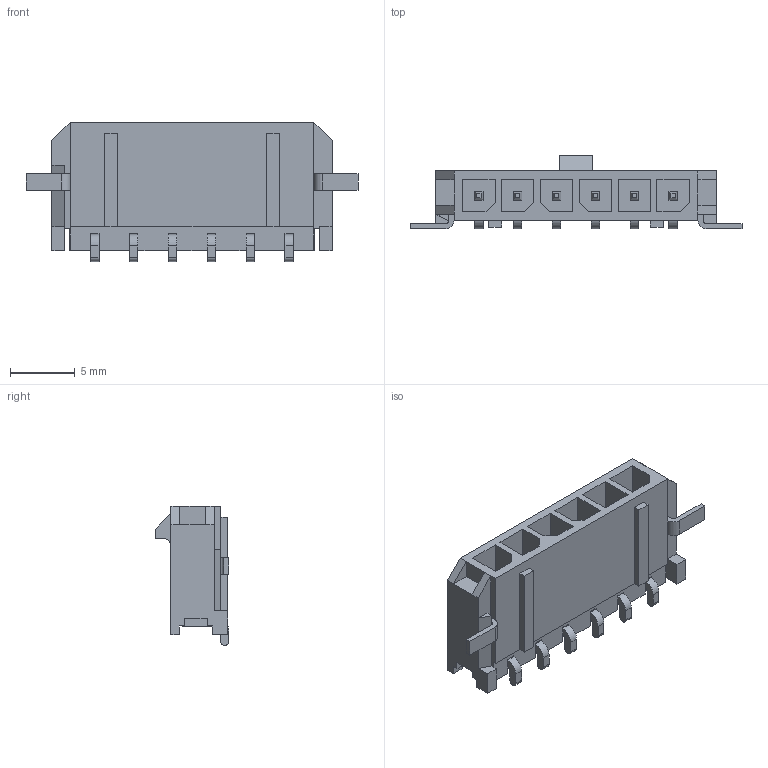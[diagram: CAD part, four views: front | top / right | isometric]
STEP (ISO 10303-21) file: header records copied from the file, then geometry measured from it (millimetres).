
FILE_DESCRIPTION (( 'STEP AP214' ), '1' );
FILE_NAME ('Molex Micro-Fit 3.0 6-pin Right Angle PCB SMD.STEP', '2015-05-19T05:57:07', ( '' ), ( '' ), 'SwSTEP 2.0', 'SolidWorks 2014', '' );
FILE_SCHEMA (( 'AUTOMOTIVE_DESIGN' ));
Length unit declared in the file: inch
Products named in the file (1): Molex Micro-Fit 3.0 6-pin Right Angle PCB SMD
Bounding box: 25.64 x 5.67 x 10.74 mm (x, y, z)
Volume: 526.6 mm3; surface area: 1298.2 mm2
Topology: 2 solids, 2 shells, 376 faces, 1042 edges, 659 vertices
Faces by surface type: plane 347, cylinder 29
Entity records: 13442 total; most frequent: ORIENTED_EDGE 2084, CARTESIAN_POINT 2078, DIRECTION 1878, EDGE_CURVE 1042, VECTOR 960, LINE 960, VERTEX_POINT 659, AXIS2_PLACEMENT_3D 459
